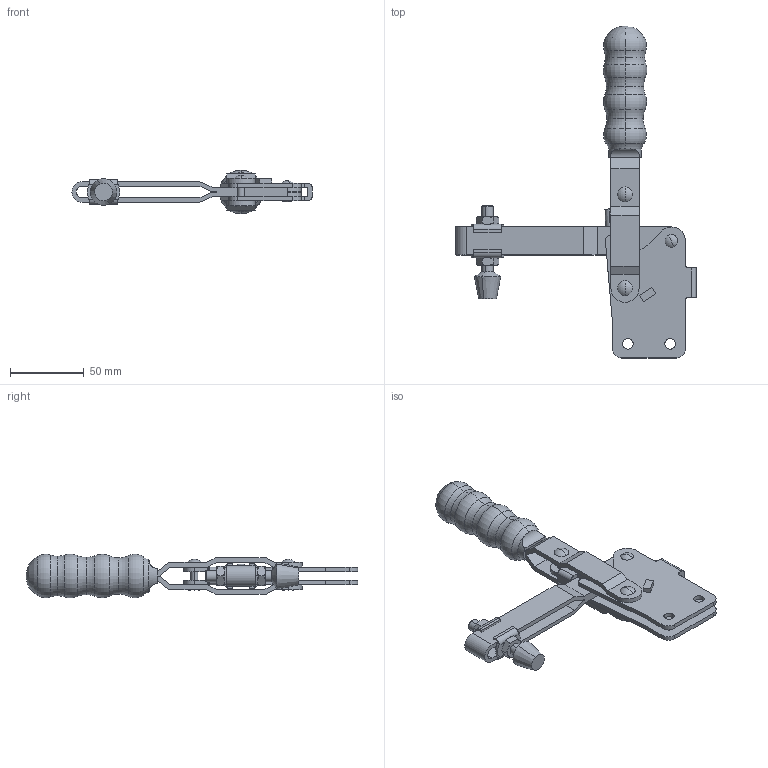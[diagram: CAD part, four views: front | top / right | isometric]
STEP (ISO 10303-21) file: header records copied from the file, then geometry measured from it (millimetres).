
FILE_DESCRIPTION (( 'STEP AP214' ), '1' );
FILE_NAME ('GH-12210(Â²¤Æ)-1.STEP', '2020-05-06T08:06:58', ( 'LinWei' ), ( '' ), 'SwSTEP 2.0', 'SolidWorks 2016', '' );
FILE_SCHEMA (( 'AUTOMOTIVE_DESIGN' ));
Length unit declared in the file: millimetre
Products named in the file (6): 11220508-1^GH-12210(簡化)-1; Group5^GH-12210(簡化)-1; Group2^GH-12210(簡化)-1; Group1^GH-12210(簡化)-1; Group4^GH-12210(簡化)-1; GH-12210(簡化)-1
Assembly tree (5 placements, depth 2):
  GH-12210(簡化)-1
    Group4^GH-12210(簡化)-1
    Group1^GH-12210(簡化)-1
    Group2^GH-12210(簡化)-1
    Group5^GH-12210(簡化)-1
    11220508-1^GH-12210(簡化)-1
Bounding box: 162.78 x 225 x 29.65 mm (x, y, z)
Volume: 116114.3 mm3; surface area: 57776.6 mm2
Topology: 5 solids, 5 shells, 311 faces, 806 edges, 517 vertices
Faces by surface type: plane 140, cylinder 101, torus 32, cone 30, sphere 8
Entity records: 11196 total; most frequent: CARTESIAN_POINT 2112, DIRECTION 1696, ORIENTED_EDGE 1608, EDGE_CURVE 804, AXIS2_PLACEMENT_3D 645, VERTEX_POINT 517, LINE 406, VECTOR 406
